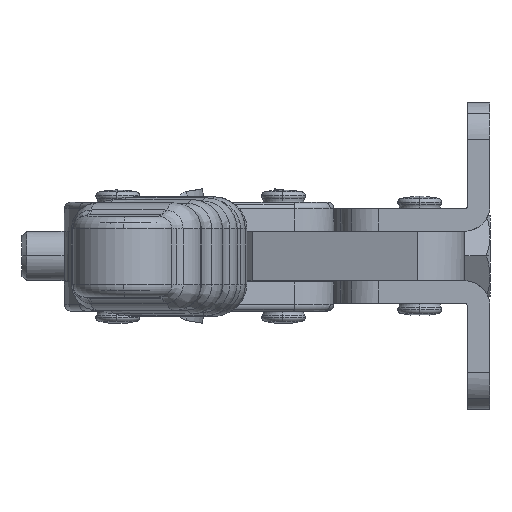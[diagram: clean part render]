
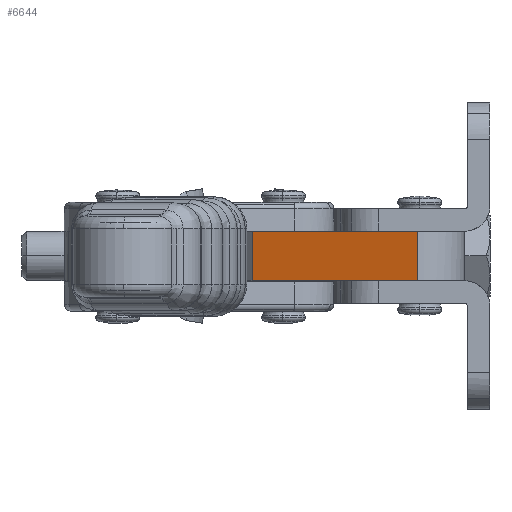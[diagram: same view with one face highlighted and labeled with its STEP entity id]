
A CAD part, left-side view. The second image highlights one B-rep face of the part: STEP entity #6644.
In plain terms, the highlighted planar face has unit normal (-0.952, 0.305, 0).
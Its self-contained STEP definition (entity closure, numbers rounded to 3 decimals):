
#6609=AXIS2_PLACEMENT_3D('Plane Axis2P3D',#6606,#6607,#6608) ;
#3635=CARTESIAN_POINT('Vertex',(-30.593,11.579,3.6)) ;
#3638=CARTESIAN_POINT('Line Origine',(-28.128,19.275,3.6)) ;
#3642=CARTESIAN_POINT('Vertex',(-25.664,26.971,3.6)) ;
#4095=CARTESIAN_POINT('Line Origine',(-30.706,11.225,11.538)) ;
#4099=CARTESIAN_POINT('Vertex',(-34.186,0.356,11.538)) ;
#4101=CARTESIAN_POINT('Vertex',(-27.226,22.094,11.538)) ;
#4231=CARTESIAN_POINT('Vertex',(-25.664,26.971,11.538)) ;
#4234=CARTESIAN_POINT('Line Origine',(-26.445,24.532,11.538)) ;
#6606=CARTESIAN_POINT('Axis2P3D Location',(-34.186,0.356,7.569)) ;
#6611=CARTESIAN_POINT('Line Origine',(-25.664,26.971,7.569)) ;
#6616=CARTESIAN_POINT('Line Origine',(-31.846,7.663,3.6)) ;
#6620=CARTESIAN_POINT('Vertex',(-33.1,3.748,3.6)) ;
#6623=CARTESIAN_POINT('Line Origine',(-33.643,2.052,3.6)) ;
#6627=CARTESIAN_POINT('Vertex',(-34.186,0.356,3.6)) ;
#6630=CARTESIAN_POINT('Line Origine',(-34.186,0.356,7.569)) ;
#3639=DIRECTION('Vector Direction',(-0.305,-0.952,0.)) ;
#4096=DIRECTION('Vector Direction',(0.305,0.952,0.)) ;
#4235=DIRECTION('Vector Direction',(0.305,0.952,0.)) ;
#6607=DIRECTION('Axis2P3D Direction',(-0.952,0.305,0.)) ;
#6608=DIRECTION('Axis2P3D XDirection',(0.,0.,-1.)) ;
#6612=DIRECTION('Vector Direction',(0.,0.,1.)) ;
#6617=DIRECTION('Vector Direction',(-0.305,-0.952,0.)) ;
#6624=DIRECTION('Vector Direction',(-0.305,-0.952,0.)) ;
#6631=DIRECTION('Vector Direction',(0.,0.,1.)) ;
#3640=VECTOR('Line Direction',#3639,1.) ;
#4097=VECTOR('Line Direction',#4096,1.) ;
#4236=VECTOR('Line Direction',#4235,1.) ;
#6613=VECTOR('Line Direction',#6612,1.) ;
#6618=VECTOR('Line Direction',#6617,1.) ;
#6625=VECTOR('Line Direction',#6624,1.) ;
#6632=VECTOR('Line Direction',#6631,1.) ;
#6636=ORIENTED_EDGE('',*,*,#4103,.T.) ;
#6637=ORIENTED_EDGE('',*,*,#4238,.T.) ;
#6638=ORIENTED_EDGE('',*,*,#6615,.F.) ;
#6639=ORIENTED_EDGE('',*,*,#3644,.T.) ;
#6640=ORIENTED_EDGE('',*,*,#6622,.T.) ;
#6641=ORIENTED_EDGE('',*,*,#6629,.T.) ;
#6642=ORIENTED_EDGE('',*,*,#6634,.T.) ;
#6644=ADVANCED_FACE('HORIZONTALSPANNER_TS_H_255_UB_357874',(#6643),#6610,.T.) ;
#3644=EDGE_CURVE('',#3643,#3636,#3641,.T.) ;
#4103=EDGE_CURVE('',#4100,#4102,#4098,.T.) ;
#4238=EDGE_CURVE('',#4102,#4232,#4237,.T.) ;
#6615=EDGE_CURVE('',#3643,#4232,#6614,.T.) ;
#6622=EDGE_CURVE('',#3636,#6621,#6619,.T.) ;
#6629=EDGE_CURVE('',#6621,#6628,#6626,.T.) ;
#6634=EDGE_CURVE('',#6628,#4100,#6633,.T.) ;
#6635=EDGE_LOOP('',(#6636,#6637,#6638,#6639,#6640,#6641,#6642)) ;
#6643=FACE_OUTER_BOUND('',#6635,.T.) ;
#3641=LINE('Line',#3638,#3640) ;
#4098=LINE('Line',#4095,#4097) ;
#4237=LINE('Line',#4234,#4236) ;
#6614=LINE('Line',#6611,#6613) ;
#6619=LINE('Line',#6616,#6618) ;
#6626=LINE('Line',#6623,#6625) ;
#6633=LINE('Line',#6630,#6632) ;
#6610=PLANE('Plane',#6609) ;
#3636=VERTEX_POINT('',#3635) ;
#3643=VERTEX_POINT('',#3642) ;
#4100=VERTEX_POINT('',#4099) ;
#4102=VERTEX_POINT('',#4101) ;
#4232=VERTEX_POINT('',#4231) ;
#6621=VERTEX_POINT('',#6620) ;
#6628=VERTEX_POINT('',#6627) ;
